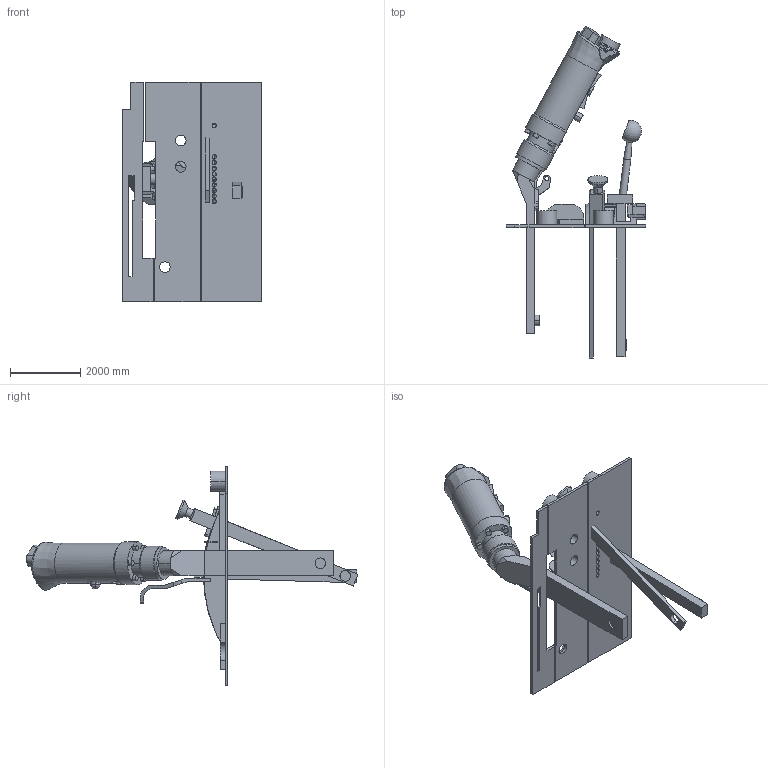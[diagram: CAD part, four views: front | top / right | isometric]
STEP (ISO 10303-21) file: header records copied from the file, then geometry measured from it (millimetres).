
FILE_DESCRIPTION((''),'2;1');
FILE_NAME('AV8-THROTTLE-QUAD_ASM','2023-06-30T08:18:47',('thesa'),(''),'CREO PARAMETRIC BY PTC INC, 2023073','CREO PARAMETRIC BY PTC INC, 2023073','');
FILE_SCHEMA(('CONFIG_CONTROL_DESIGN'));
Length unit declared in the file: inch
Products named in the file (5): FACEBOOK-THROTTLE; FACEBOOK-GRIP; FACEBOOK-NOZZLE-LOCK; FACEBOOK-NOZZLE; AV8-THROTTLE-QUAD_ASM
Assembly tree (4 placements, depth 2):
  AV8-THROTTLE-QUAD_ASM
    FACEBOOK-THROTTLE
    FACEBOOK-GRIP
    FACEBOOK-NOZZLE-LOCK
    FACEBOOK-NOZZLE
Bounding box: 3987.8 x 9470.83 x 6273.8 mm (x, y, z)
Volume: 10156028012.4 mm3; surface area: 119519881 mm2
Topology: 10 solids, 10 shells, 385 faces, 950 edges, 616 vertices
Faces by surface type: plane 231, cylinder 119, bspline 21, cone 6, sphere 6, torus 2
Entity records: 19300 total; most frequent: CARTESIAN_POINT 10080, ORIENTED_EDGE 1896, DIRECTION 1810, EDGE_CURVE 948, VERTEX_POINT 616, VECTOR 604, LINE 604, AXIS2_PLACEMENT_3D 603
